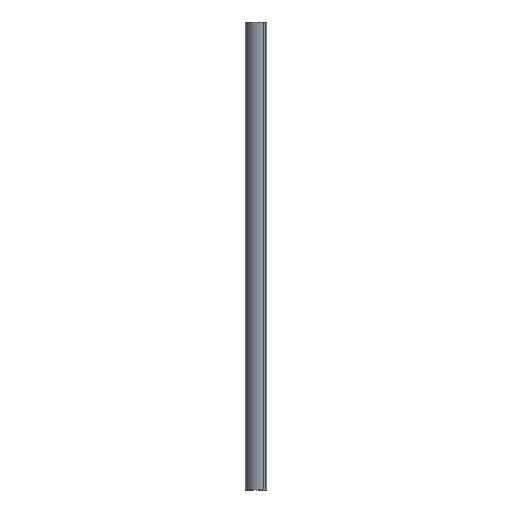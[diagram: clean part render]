
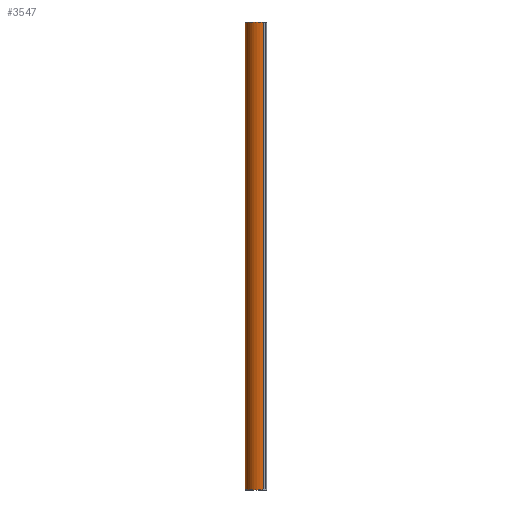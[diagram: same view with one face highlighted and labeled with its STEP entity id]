
A CAD part, left-side view. The second image highlights one B-rep face of the part: STEP entity #3547.
In plain terms, the highlighted cylindrical face has radius 37.5 mm (diameter 75 mm), a partial arc.
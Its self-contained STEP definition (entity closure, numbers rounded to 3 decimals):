
#1744=CIRCLE('',#3454,37.5);
#1745=CIRCLE('',#3455,37.5);
#1774=ORIENTED_EDGE('',*,*,#2505,.T.);
#1775=ORIENTED_EDGE('',*,*,#2506,.F.);
#1776=ORIENTED_EDGE('',*,*,#2502,.F.);
#1777=ORIENTED_EDGE('',*,*,#2507,.T.);
#2102=VECTOR('',#2809,1.);
#2105=VECTOR('',#2814,1.);
#2245=LINE('',#3122,#2102);
#2248=LINE('',#3128,#2105);
#2390=VERTEX_POINT('',#3120);
#2391=VERTEX_POINT('',#3121);
#2392=VERTEX_POINT('',#3126);
#2393=VERTEX_POINT('',#3127);
#2502=EDGE_CURVE('',#2390,#2391,#2245,.T.);
#2505=EDGE_CURVE('',#2392,#2393,#2248,.T.);
#2506=EDGE_CURVE('',#2391,#2393,#1744,.T.);
#2507=EDGE_CURVE('',#2390,#2392,#1745,.T.);
#2667=EDGE_LOOP('',(#1774,#1775,#1776,#1777));
#2734=FACE_BOUND('',#2667,.T.);
#2809=DIRECTION('',(-1000.,0.,0.));
#2812=DIRECTION('',(-1.,0.,0.));
#2813=DIRECTION('',(0.,1.,0.));
#2814=DIRECTION('',(-1000.,0.,0.));
#2815=DIRECTION('',(-1.,0.,0.));
#2816=DIRECTION('',(0.,37.5,0.));
#2817=DIRECTION('',(-1.,0.,0.));
#2818=DIRECTION('',(0.,37.5,0.));
#3120=CARTESIAN_POINT('',(1000.,22.5,15.));
#3121=CARTESIAN_POINT('',(0.,22.5,15.));
#3122=CARTESIAN_POINT('',(1000.,22.5,15.));
#3125=CARTESIAN_POINT('',(1000.,-15.,15.));
#3126=CARTESIAN_POINT('',(1000.,-15.,-22.5));
#3127=CARTESIAN_POINT('',(0.,-15.,-22.5));
#3128=CARTESIAN_POINT('',(1000.,-15.,-22.5));
#3129=CARTESIAN_POINT('',(0.,-15.,15.));
#3130=CARTESIAN_POINT('',(1000.,-15.,15.));
#3453=AXIS2_PLACEMENT_3D('',#3125,#2812,#2813);
#3454=AXIS2_PLACEMENT_3D('',#3129,#2815,#2816);
#3455=AXIS2_PLACEMENT_3D('',#3130,#2817,#2818);
#3534=CYLINDRICAL_SURFACE('',#3453,37.5);
#3547=ADVANCED_FACE('',(#2734),#3534,.T.);
